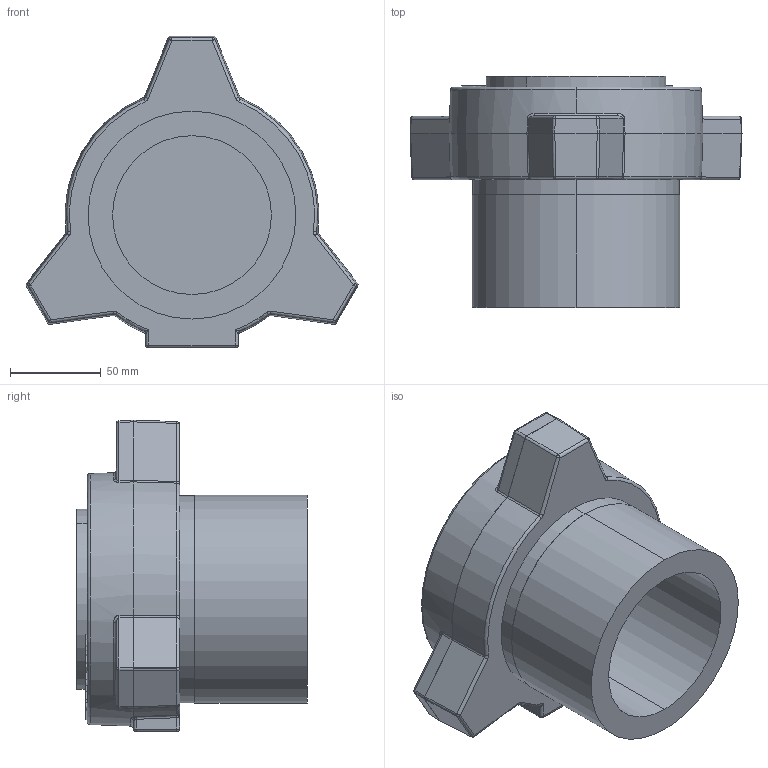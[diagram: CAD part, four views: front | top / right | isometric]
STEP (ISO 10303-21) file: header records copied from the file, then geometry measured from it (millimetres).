
FILE_DESCRIPTION (( 'STEP AP203' ), '1' );
FILE_NAME ('4 INCH 4150HUC 4 INCH LG (CCJL4).STEP', '2017-07-17T12:45:30', ( '' ), ( '' ), 'SwSTEP 2.0', 'SolidWorks 2016', '' );
FILE_SCHEMA (( 'CONFIG_CONTROL_DESIGN' ));
Length unit declared in the file: inch
Products named in the file (1): 4 INCH 4150HUC 4 INCH LG (CCJL4)
Bounding box: 182.54 x 127 x 171.45 mm (x, y, z)
Volume: 1049979.5 mm3; surface area: 118638.2 mm2
Topology: 1 solids, 1 shells, 540 faces, 1374 edges, 859 vertices
Faces by surface type: plane 252, bspline 179, cylinder 61, sphere 27, torus 15, cone 6
Entity records: 24166 total; most frequent: CARTESIAN_POINT 12319, ORIENTED_EDGE 2712, DIRECTION 1921, EDGE_CURVE 1356, VERTEX_POINT 859, VECTOR 799, LINE 799, EDGE_LOOP 581
